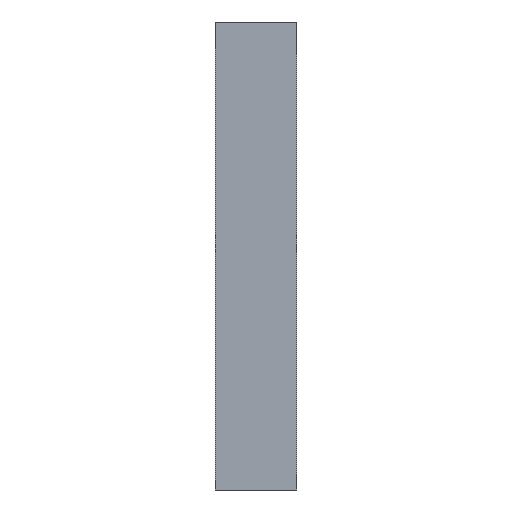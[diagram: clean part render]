
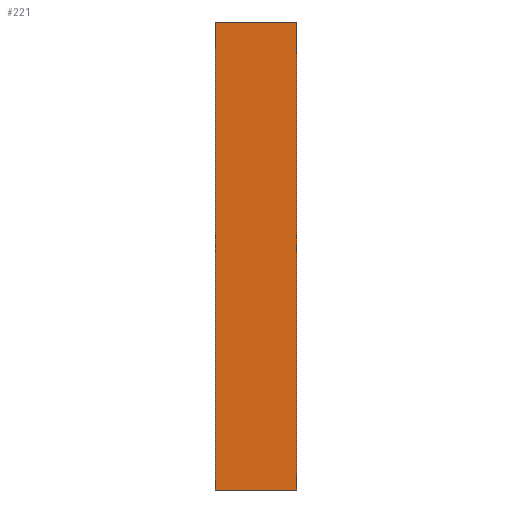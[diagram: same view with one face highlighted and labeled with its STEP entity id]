
A CAD part, left-side view. The second image highlights one B-rep face of the part: STEP entity #221.
In plain terms, the highlighted planar face has unit normal (-1, 0, 0).
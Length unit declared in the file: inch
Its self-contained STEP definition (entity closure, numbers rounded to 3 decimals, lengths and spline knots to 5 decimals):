
#2 = CARTESIAN_POINT ( 'NONE',  ( -6.625, 0.125, -0.50449 ) ) ;
#5 = CARTESIAN_POINT ( 'NONE',  ( -6.625, 0.125, 0.9375 ) ) ;
#13 = VERTEX_POINT ( 'NONE', #193 ) ;
#21 = EDGE_CURVE ( 'NONE', #52, #13, #369, .T. ) ;
#24 = VECTOR ( 'NONE', #376, 39.37008 ) ;
#31 = FACE_OUTER_BOUND ( 'NONE', #432, .T. ) ;
#44 = ORIENTED_EDGE ( 'NONE', *, *, #195, .T. ) ;
#52 = VERTEX_POINT ( 'NONE', #153 ) ;
#91 = CARTESIAN_POINT ( 'NONE',  ( -6.625, 0.125, -0.9375 ) ) ;
#136 = ORIENTED_EDGE ( 'NONE', *, *, #21, .T. ) ;
#153 = CARTESIAN_POINT ( 'NONE',  ( -6.625, -0.125, -0.50449 ) ) ;
#192 = DIRECTION ( 'NONE',  ( 0., -1., 0. ) ) ;
#193 = CARTESIAN_POINT ( 'NONE',  ( -6.625, -0.125, 0.9375 ) ) ;
#195 = EDGE_CURVE ( 'NONE', #244, #52, #268, .T. ) ;
#199 = CARTESIAN_POINT ( 'NONE',  ( -6.625, -0.125, -0.9375 ) ) ;
#212 = VECTOR ( 'NONE', #323, 39.37008 ) ;
#221 = ADVANCED_FACE ( 'NONE', ( #31 ), #410, .F. ) ;
#224 = LINE ( 'NONE', #91, #212 ) ;
#230 = CARTESIAN_POINT ( 'NONE',  ( -6.625, 0.125, -0.9375 ) ) ;
#244 = VERTEX_POINT ( 'NONE', #2 ) ;
#264 = ORIENTED_EDGE ( 'NONE', *, *, #448, .F. ) ;
#268 = LINE ( 'NONE', #423, #436 ) ;
#284 = VECTOR ( 'NONE', #192, 39.37008 ) ;
#290 = LINE ( 'NONE', #332, #284 ) ;
#323 = DIRECTION ( 'NONE',  ( 0., 0., 1. ) ) ;
#332 = CARTESIAN_POINT ( 'NONE',  ( -6.625, 0.125, 0.9375 ) ) ;
#338 = DIRECTION ( 'NONE',  ( 0., -1., 0. ) ) ;
#342 = VERTEX_POINT ( 'NONE', #5 ) ;
#343 = DIRECTION ( 'NONE',  ( 1., 0., 0. ) ) ;
#369 = LINE ( 'NONE', #199, #24 ) ;
#373 = AXIS2_PLACEMENT_3D ( 'NONE', #230, #343, #377 ) ;
#376 = DIRECTION ( 'NONE',  ( 0., 0., 1. ) ) ;
#377 = DIRECTION ( 'NONE',  ( 0., 0., -1. ) ) ;
#410 = PLANE ( 'NONE',  #373 ) ;
#423 = CARTESIAN_POINT ( 'NONE',  ( -6.625, 0.125, -0.50449 ) ) ;
#424 = ORIENTED_EDGE ( 'NONE', *, *, #429, .F. ) ;
#429 = EDGE_CURVE ( 'NONE', #244, #342, #224, .T. ) ;
#432 = EDGE_LOOP ( 'NONE', ( #424, #44, #136, #264 ) ) ;
#436 = VECTOR ( 'NONE', #338, 39.37008 ) ;
#448 = EDGE_CURVE ( 'NONE', #342, #13, #290, .T. ) ;
